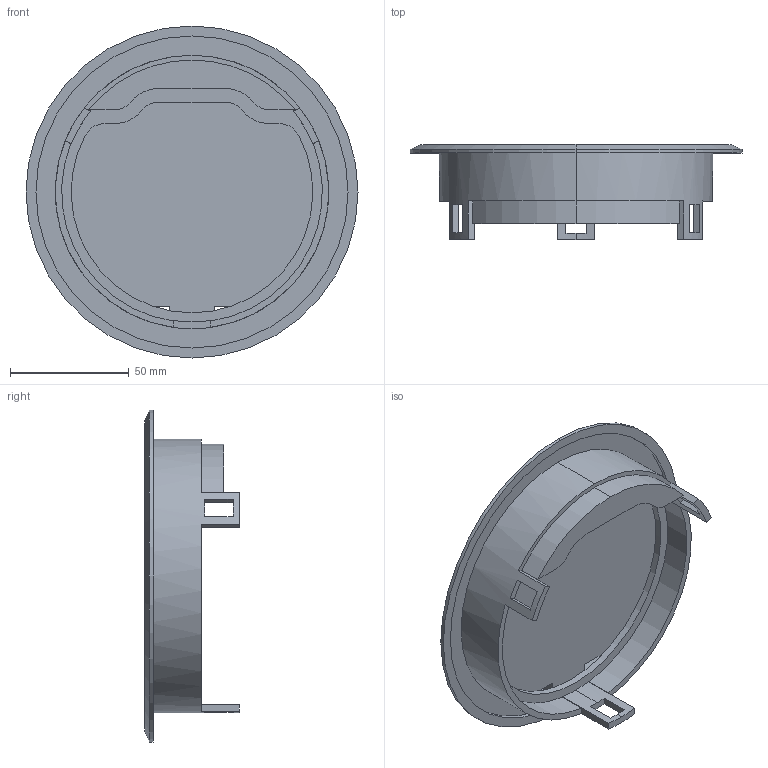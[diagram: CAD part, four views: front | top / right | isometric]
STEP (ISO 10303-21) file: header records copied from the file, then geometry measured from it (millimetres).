
FILE_DESCRIPTION (( 'STEP AP214' ), '1' );
FILE_NAME ('7408854_KSTP1.stp', '2017-03-01T13:37:31', ( '' ), ( '' ), 'SwSTEP 2.0', 'SolidWorks 2016', '' );
FILE_SCHEMA (( 'AUTOMOTIVE_DESIGN' ));
Length unit declared in the file: millimetre
Products named in the file (5): 7408854_KSTP1; 088787_Standard; 088790_Standard; P_42418B_1_Standard; 43505A_Standard
Assembly tree (4 placements, depth 2):
  7408854_KSTP1
    088787_Standard
    088790_Standard
    P_42418B_1_Standard
    43505A_Standard
Bounding box: 140 x 39.85 x 140 mm (x, y, z)
Volume: 129847.8 mm3; surface area: 61498.7 mm2
Topology: 4 solids, 4 shells, 133 faces, 365 edges, 240 vertices
Faces by surface type: plane 86, cylinder 41, cone 4, bspline 2
Entity records: 7701 total; most frequent: CARTESIAN_POINT 3501, DIRECTION 743, ORIENTED_EDGE 726, EDGE_CURVE 363, AXIS2_PLACEMENT_3D 252, VERTEX_POINT 240, VECTOR 239, LINE 239
